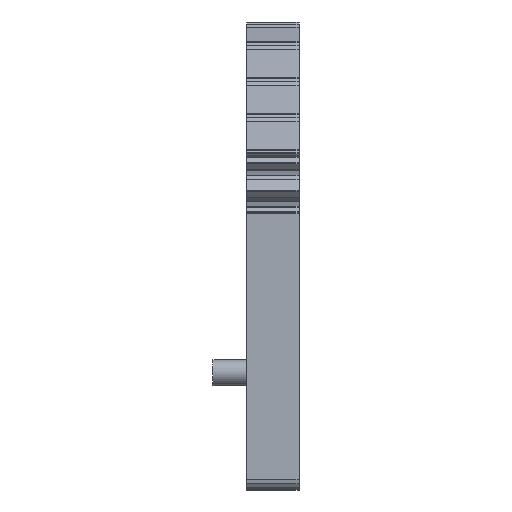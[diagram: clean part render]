
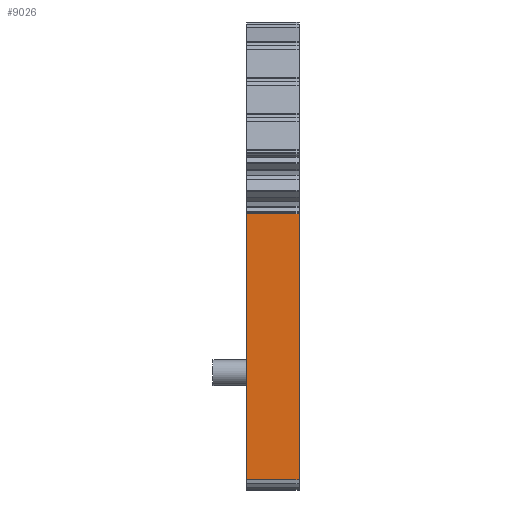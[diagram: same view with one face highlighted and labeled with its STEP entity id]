
A CAD part, front view. The second image highlights one B-rep face of the part: STEP entity #9026.
In plain terms, the highlighted planar face has unit normal (0, -1, 0).
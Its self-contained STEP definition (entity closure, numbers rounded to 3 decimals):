
#9013=AXIS2_PLACEMENT_3D('Plane Axis2P3D',#9010,#9011,#9012) ;
#399=CARTESIAN_POINT('Vertex',(3.3,0.,1.)) ;
#402=CARTESIAN_POINT('Line Origine',(3.3,0.,13.993)) ;
#406=CARTESIAN_POINT('Vertex',(3.3,0.,26.986)) ;
#4265=CARTESIAN_POINT('Vertex',(8.4,0.,26.986)) ;
#4268=CARTESIAN_POINT('Line Origine',(8.4,0.,13.993)) ;
#4272=CARTESIAN_POINT('Vertex',(8.4,0.,1.)) ;
#8998=CARTESIAN_POINT('Line Origine',(5.85,0.,26.986)) ;
#9010=CARTESIAN_POINT('Axis2P3D Location',(3.3,0.,26.986)) ;
#9015=CARTESIAN_POINT('Line Origine',(5.85,0.,1.)) ;
#403=DIRECTION('Vector Direction',(0.,0.,-1.)) ;
#4269=DIRECTION('Vector Direction',(0.,0.,-1.)) ;
#8999=DIRECTION('Vector Direction',(1.,0.,0.)) ;
#9011=DIRECTION('Axis2P3D Direction',(0.,-1.,0.)) ;
#9012=DIRECTION('Axis2P3D XDirection',(0.,0.,-1.)) ;
#9016=DIRECTION('Vector Direction',(1.,0.,0.)) ;
#404=VECTOR('Line Direction',#403,1.) ;
#4270=VECTOR('Line Direction',#4269,1.) ;
#9000=VECTOR('Line Direction',#8999,1.) ;
#9017=VECTOR('Line Direction',#9016,1.) ;
#9021=ORIENTED_EDGE('',*,*,#4274,.T.) ;
#9022=ORIENTED_EDGE('',*,*,#9002,.F.) ;
#9023=ORIENTED_EDGE('',*,*,#408,.F.) ;
#9024=ORIENTED_EDGE('',*,*,#9019,.T.) ;
#9026=ADVANCED_FACE('Koerper.2',(#9025),#9014,.T.) ;
#408=EDGE_CURVE('',#400,#407,#405,.F.) ;
#4274=EDGE_CURVE('',#4273,#4266,#4271,.F.) ;
#9002=EDGE_CURVE('',#407,#4266,#9001,.T.) ;
#9019=EDGE_CURVE('',#400,#4273,#9018,.T.) ;
#9020=EDGE_LOOP('',(#9021,#9022,#9023,#9024)) ;
#9025=FACE_OUTER_BOUND('',#9020,.T.) ;
#405=LINE('Line',#402,#404) ;
#4271=LINE('Line',#4268,#4270) ;
#9001=LINE('Line',#8998,#9000) ;
#9018=LINE('Line',#9015,#9017) ;
#9014=PLANE('',#9013) ;
#400=VERTEX_POINT('',#399) ;
#407=VERTEX_POINT('',#406) ;
#4266=VERTEX_POINT('',#4265) ;
#4273=VERTEX_POINT('',#4272) ;
